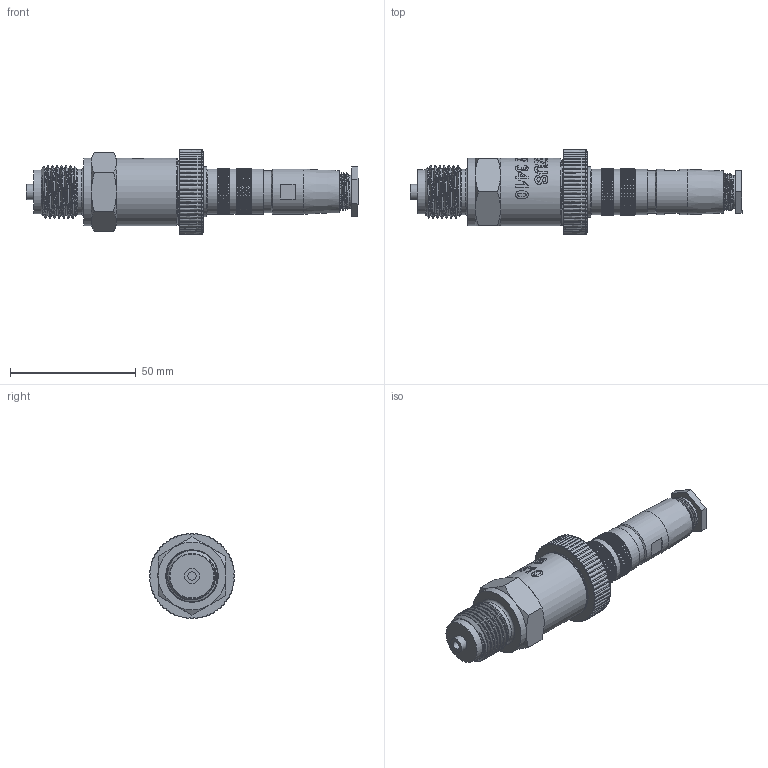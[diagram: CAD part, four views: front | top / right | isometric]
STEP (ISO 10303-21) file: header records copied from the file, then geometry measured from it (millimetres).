
FILE_DESCRIPTION(/* description */ (''),/* implementation_level */ '2;1');
FILE_NAME(/* name */ 'APZ3410_4_Binder723.step',/* time_stamp */ '2021-06-25T13:22:47+03:00',/* author */ (''),/* organization */ (''),/* preprocessor_version */ 'ST-DEVELOPER v18.1',/* originating_system */ 'Autodesk Translation Framework v10.9.0.1377',/* authorisation */ '');
FILE_SCHEMA (('AUTOMOTIVE_DESIGN { 1 0 10303 214 3 1 1 }'));
Products named in the file (7): апз3410_filled; OMAL nut M27x1.5 v8; Binder 723 assembly v4; Binder 723 female v10; Binder 723 male v8; Ш100.000.005 v4; G 1/2 EN
Assembly tree (6 placements, depth 3):
  апз3410_filled
    OMAL nut M27x1.5 v8
    Binder 723 assembly v4
      Binder 723 female v10
      Binder 723 male v8
    Ш100.000.005 v4
    G 1/2 EN
Bounding box: 132.06 x 34 x 34 mm (x, y, z)
Volume: 50175.9 mm3; surface area: 21186.6 mm2
Topology: 7 solids, 7 shells, 3496 faces, 8843 edges, 5784 vertices
Faces by surface type: plane 2150, cylinder 618, bspline 425, cone 300, torus 3
Full cylindrical faces by diameter (mm): 1 x15, 1.5 x5, 3.3 x1, 6 x1, 10 x1, 11.8 x1, 12 x1, 13 x1, 13.5 x1, 13.741 x3, 14.884 x2, 15.044 x5, 15.2 x1, 15.908 x4, 16.8 x1, 17.044 x7, 17.283 x6, 17.5 x1, 17.6 x1, 17.908 x7, 18 x5, 18.124 x7, 18.161 x2, 18.631 x7, 20 x1, 21.4 x2, 22.3 x1, 24.5 x1, 25.132 x4, 25.526 x4
Entity records: 132608 total; most frequent: CARTESIAN_POINT 49119, DIRECTION 17797, ORIENTED_EDGE 17686, EDGE_CURVE 8843, AXIS2_PLACEMENT_3D 7687, VERTEX_POINT 5784, EDGE_LOOP 3925, ELLIPSE 3870
